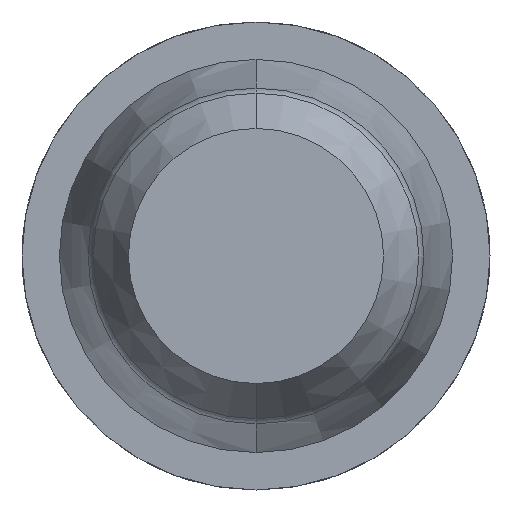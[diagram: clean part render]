
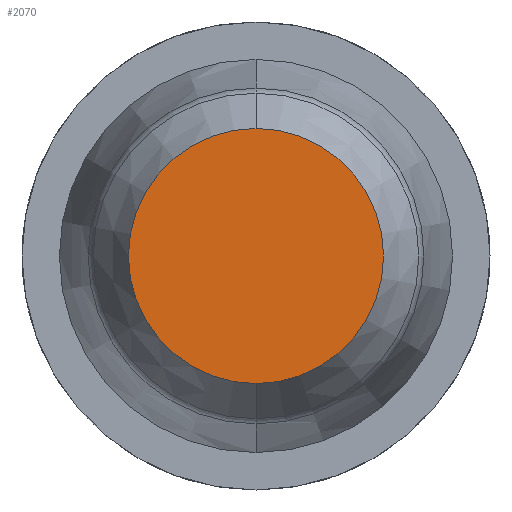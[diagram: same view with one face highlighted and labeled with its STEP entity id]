
A CAD part, front view. The second image highlights one B-rep face of the part: STEP entity #2070.
In plain terms, the highlighted planar face has unit normal (0, -1, 0).
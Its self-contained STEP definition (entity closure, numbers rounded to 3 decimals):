
#41 = CARTESIAN_POINT ( 'NONE',  ( 0., -30.5, -0.627 ) ) ;
#101 = AXIS2_PLACEMENT_3D ( 'NONE', #1903, #2303, #1248 ) ;
#126 = CIRCLE ( 'NONE', #3884, 0.627 ) ;
#246 = CARTESIAN_POINT ( 'NONE',  ( 0., -30.5, 0. ) ) ;
#437 = EDGE_CURVE ( 'Defeature ausgef�hrt3_1+Defeature ausgef�hrt3_0+Defeature ausgef�hrt3_0+Defeature ausgef�hrt3_0', #2157, #1698, #2407, .T. ) ;
#585 = ORIENTED_EDGE ( 'NONE', *, *, #437, .F. ) ;
#712 = AXIS2_PLACEMENT_3D ( 'NONE', #2165, #1098, #2892 ) ;
#781 = EDGE_LOOP ( 'NONE', ( #3273, #585 ) ) ;
#1098 = DIRECTION ( 'NONE',  ( 0., 1., 0. ) ) ;
#1248 = DIRECTION ( 'NONE',  ( 0., 0., 1. ) ) ;
#1561 = PLANE ( 'NONE',  #101 ) ;
#1698 = VERTEX_POINT ( 'NONE', #3608 ) ;
#1903 = CARTESIAN_POINT ( 'NONE',  ( 0., -30.5, 0. ) ) ;
#2032 = DIRECTION ( 'NONE',  ( 0., 1., 0. ) ) ;
#2070 = ADVANCED_FACE ( 'Defeature ausgef�hrt3_0', ( #4291 ), #1561, .F. ) ;
#2157 = VERTEX_POINT ( 'NONE', #41 ) ;
#2165 = CARTESIAN_POINT ( 'NONE',  ( 0., -30.5, 0. ) ) ;
#2303 = DIRECTION ( 'NONE',  ( 0., 1., 0. ) ) ;
#2407 = CIRCLE ( 'NONE', #712, 0.627 ) ;
#2650 = EDGE_CURVE ( 'Defeature ausgef�hrt3_1+Defeature ausgef�hrt3_0+Defeature ausgef�hrt3_0+Defeature ausgef�hrt3_0', #1698, #2157, #126, .T. ) ;
#2892 = DIRECTION ( 'NONE',  ( 0., 0., 1. ) ) ;
#3273 = ORIENTED_EDGE ( 'NONE', *, *, #2650, .F. ) ;
#3608 = CARTESIAN_POINT ( 'NONE',  ( 0., -30.5, 0.627 ) ) ;
#3884 = AXIS2_PLACEMENT_3D ( 'NONE', #246, #2032, #4248 ) ;
#4248 = DIRECTION ( 'NONE',  ( 0., 0., 1. ) ) ;
#4291 = FACE_OUTER_BOUND ( 'NONE', #781, .T. ) ;
